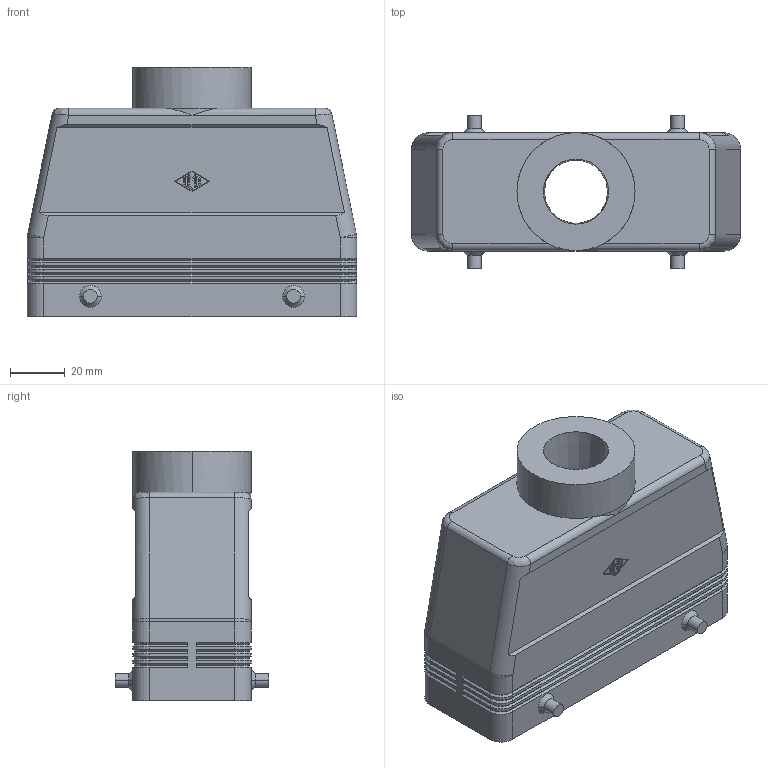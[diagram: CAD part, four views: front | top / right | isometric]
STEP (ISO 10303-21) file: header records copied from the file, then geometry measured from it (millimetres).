
FILE_DESCRIPTION(('Creo Elements/Direct Modeling STEP Export'),'2;1');
FILE_NAME('CAVT_24_5.stp','2012-12-18T11:18:54',(''),(''),'Creo Elements/Direct Modeling STEP processor for AP214 (Solid Model)','Creo Elements/Direct Modeling 18.0B 02-Dec-2011 (C) Parametric Technology GmbH','');
FILE_SCHEMA(('AUTOMOTIVE_DESIGN { 1 0 10303 214 1 1 1 1 }'));
Length unit declared in the file: millimetre
Products named in the file (1): MSBO6813
Bounding box: 120 x 56 x 91 mm (x, y, z)
Volume: 99933.8 mm3; surface area: 57086.4 mm2
Topology: 1 solids, 1 shells, 338 faces, 831 edges, 506 vertices
Faces by surface type: plane 180, cylinder 99, cone 51, sphere 4, bspline 4
Entity records: 12313 total; most frequent: CARTESIAN_POINT 1906, ORIENTED_EDGE 1646, DIRECTION 1559, EDGE_CURVE 823, VECTOR 553, LINE 553, VERTEX_POINT 506, AXIS2_PLACEMENT_3D 503
